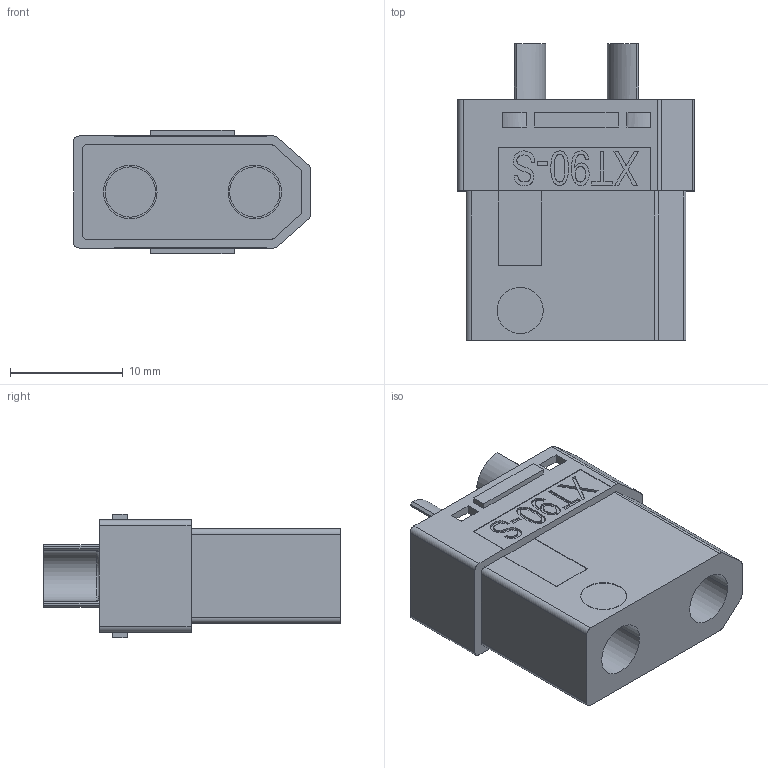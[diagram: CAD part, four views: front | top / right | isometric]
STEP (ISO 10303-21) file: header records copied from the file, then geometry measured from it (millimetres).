
FILE_DESCRIPTION((''),'2;1');
FILE_NAME('XT90_FEMALE','2017-04-13T',('Chris'),(''),'CREO PARAMETRIC BY PTC INC, 2014350','CREO PARAMETRIC BY PTC INC, 2014350','');
FILE_SCHEMA(('CONFIG_CONTROL_DESIGN'));
Length unit declared in the file: millimetre
Products named in the file (1): XT90_FEMALE
Bounding box: 21.02 x 26.33 x 10.94 mm (x, y, z)
Volume: 2792.8 mm3; surface area: 2733.6 mm2
Topology: 1 solids, 1 shells, 249 faces, 681 edges, 452 vertices
Faces by surface type: plane 119, extrusion 86, cylinder 36, cone 4, torus 2, bspline 2
Entity records: 8358 total; most frequent: CARTESIAN_POINT 2273, ORIENTED_EDGE 1354, DIRECTION 999, EDGE_CURVE 677, VECTOR 481, VERTEX_POINT 452, LINE 395, EDGE_LOOP 279
